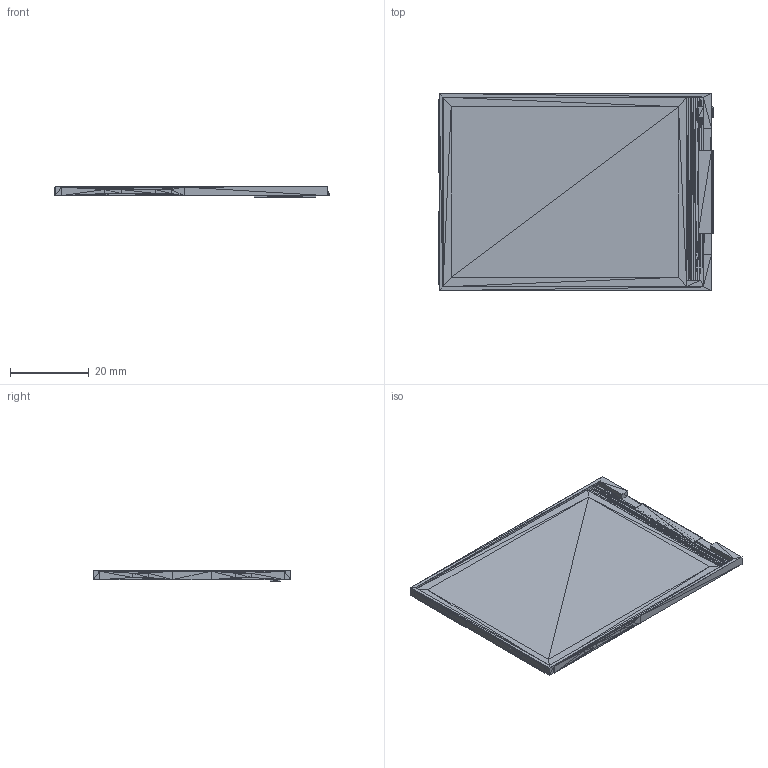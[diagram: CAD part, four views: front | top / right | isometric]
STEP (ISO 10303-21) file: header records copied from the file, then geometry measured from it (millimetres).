
FILE_DESCRIPTION(('FreeCAD Model'),'2;1');
FILE_NAME('Open CASCADE Shape Model','2025-08-07T18:13:18',('Author'),( ''),'Open CASCADE STEP processor 7.8','FreeCAD','Unknown');
FILE_SCHEMA(('AUTOMOTIVE_DESIGN { 1 0 10303 214 1 1 1 1 }'));
Length unit declared in the file: millimetre
Products named in the file (761): __8_TFT_Module001_007_763; __8_TFT_Module001_007_003; __8_TFT_Module001_007_004; __8_TFT_Module001_007_005; __8_TFT_Module001_007_006; __8_TFT_Module001_007_007; __8_TFT_Module001_007_008; __8_TFT_Module001_007_009; __8_TFT_Module001_007_010; __8_TFT_Module001_007_011; __8_TFT_Module001_007_012; __8_TFT_Module001_007_013; __8_TFT_Module001_007_014; __8_TFT_Module001_007_015; __8_TFT_Module001_007_016; __8_TFT_Module001_007_017; __8_TFT_Module001_007_018; __8_TFT_Module001_007_019; __8_TFT_Module001_007_020; __8_TFT_Module001_007_021; __8_TFT_Module001_007_022; __8_TFT_Module001_007_023; __8_TFT_Module001_007_024; __8_TFT_Module001_007_025; __8_TFT_Module001_007_026; __8_TFT_Module001_007_027; __8_TFT_Module001_007_028; __8_TFT_Module001_007_029; __8_TFT_Module001_007_030; __8_TFT_Module001_007_031; __8_TFT_Module001_007_032; __8_TFT_Module001_007_033; __8_TFT_Module001_007_034; __8_TFT_Module001_007_035; __8_TFT_Module001_007_036; __8_TFT_Module001_007_037; __8_TFT_Module001_007_038; __8_TFT_Module001_007_039; __8_TFT_Module001_007_040; __8_TFT_Module001_007_041 ...
Assembly tree (760 placements, depth 2):
  __8_TFT_Module001_007_763
    __8_TFT_Module001_007_003
    __8_TFT_Module001_007_004
    __8_TFT_Module001_007_005
    __8_TFT_Module001_007_006
    __8_TFT_Module001_007_007
    __8_TFT_Module001_007_008
    __8_TFT_Module001_007_009
    __8_TFT_Module001_007_010
    __8_TFT_Module001_007_011
    __8_TFT_Module001_007_012
    __8_TFT_Module001_007_013
    __8_TFT_Module001_007_014
    __8_TFT_Module001_007_015
    __8_TFT_Module001_007_016
    __8_TFT_Module001_007_017
    __8_TFT_Module001_007_018
    __8_TFT_Module001_007_019
    __8_TFT_Module001_007_020
    __8_TFT_Module001_007_021
    __8_TFT_Module001_007_022
    __8_TFT_Module001_007_023
    __8_TFT_Module001_007_024
    __8_TFT_Module001_007_025
    __8_TFT_Module001_007_026
    __8_TFT_Module001_007_027
    __8_TFT_Module001_007_028
    __8_TFT_Module001_007_029
    __8_TFT_Module001_007_030
    __8_TFT_Module001_007_031
    __8_TFT_Module001_007_032
    __8_TFT_Module001_007_033
    __8_TFT_Module001_007_034
    __8_TFT_Module001_007_035
    __8_TFT_Module001_007_036
    __8_TFT_Module001_007_037
    __8_TFT_Module001_007_038
    __8_TFT_Module001_007_039
    __8_TFT_Module001_007_040
    __8_TFT_Module001_007_041
    __8_TFT_Module001_007_042
    __8_TFT_Module001_007_043
    __8_TFT_Module001_007_044
    __8_TFT_Module001_007_045
    __8_TFT_Module001_007_046
    __8_TFT_Module001_007_047
    __8_TFT_Module001_007_048
    __8_TFT_Module001_007_049
    __8_TFT_Module001_007_050
    __8_TFT_Module001_007_051
    __8_TFT_Module001_007_052
    __8_TFT_Module001_007_053
    __8_TFT_Module001_007_054
    __8_TFT_Module001_007_055
    __8_TFT_Module001_007_056
    __8_TFT_Module001_007_057
    __8_TFT_Module001_007_058
    __8_TFT_Module001_007_059
    __8_TFT_Module001_007_060
    __8_TFT_Module001_007_061
Bounding box: 69.48 x 50.11 x 2.72 mm (x, y, z)
Surface area: 8156.1 mm2 (no closed solid volume)
Topology: 0 solids, 760 shells, 760 faces, 2280 edges, 2280 vertices
Faces by surface type: plane 760
Entity records: 47139 total; most frequent: CARTESIAN_POINT 6081, DIRECTION 5322, ORIENTED_EDGE 2280, EDGE_CURVE 2280, VERTEX_POINT 2280, LINE 2280, VECTOR 2280, PRODUCT_DEFINITION_SHAPE 1521
